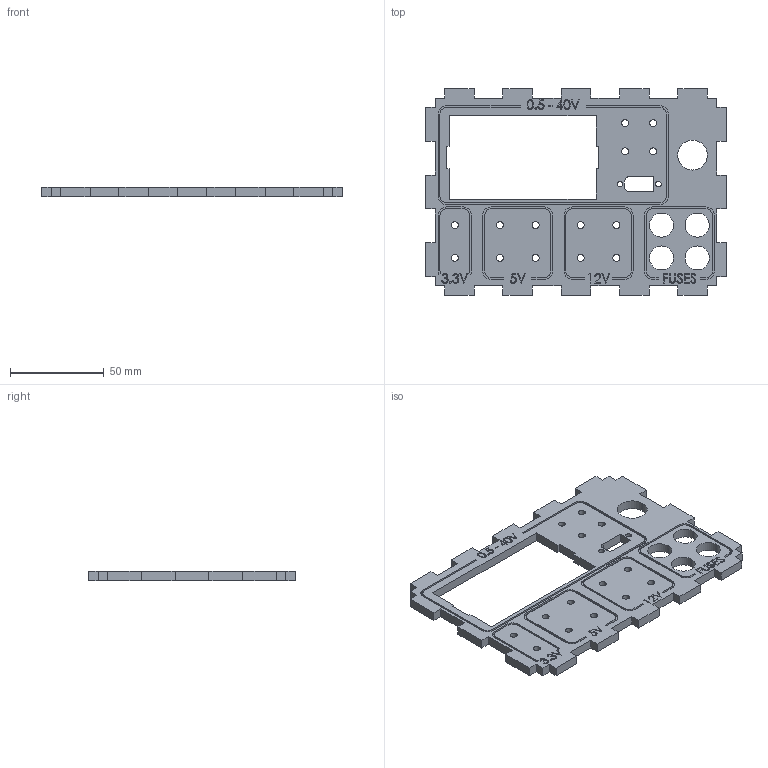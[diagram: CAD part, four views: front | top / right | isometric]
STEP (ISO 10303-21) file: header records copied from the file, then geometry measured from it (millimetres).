
FILE_DESCRIPTION (( 'STEP AP203' ), '1' );
FILE_NAME ('New Face Plate.STEP', '2026-02-27T18:57:02', ( '' ), ( '' ), 'SwSTEP 2.0', 'SolidWorks 2024', '' );
FILE_SCHEMA (( 'CONFIG_CONTROL_DESIGN' ));
Length unit declared in the file: millimetre
Products named in the file (1): New Face Plate
Bounding box: 160 x 110 x 5 mm (x, y, z)
Volume: 58297.6 mm3; surface area: 32327.7 mm2
Topology: 1 solids, 1 shells, 475 faces, 1332 edges, 888 vertices
Faces by surface type: plane 278, bspline 113, cylinder 84
Entity records: 21321 total; most frequent: CARTESIAN_POINT 9505, ORIENTED_EDGE 2664, DIRECTION 2000, EDGE_CURVE 1332, LINE 938, VECTOR 938, VERTEX_POINT 888, EDGE_LOOP 550
